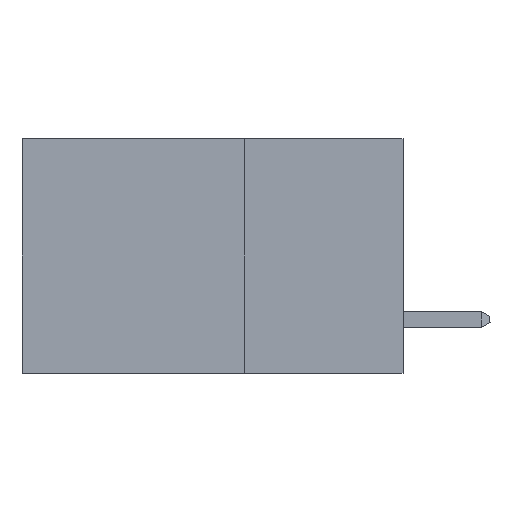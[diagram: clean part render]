
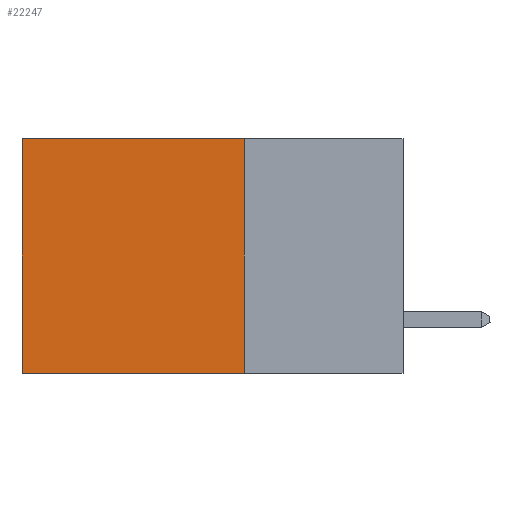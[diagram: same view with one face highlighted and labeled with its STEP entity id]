
A CAD part, left-side view. The second image highlights one B-rep face of the part: STEP entity #22247.
In plain terms, the highlighted planar face has unit normal (-1, 0, 0).
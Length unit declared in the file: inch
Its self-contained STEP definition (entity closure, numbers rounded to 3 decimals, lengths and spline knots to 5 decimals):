
#199 = LINE ( 'NONE', #37815, #12185 ) ;
#230 = CARTESIAN_POINT ( 'NONE',  ( 0.2875, 0.25, -0.37 ) ) ;
#1960 = EDGE_CURVE ( 'NONE', #15003, #10002, #14837, .T. ) ;
#2382 = ORIENTED_EDGE ( 'NONE', *, *, #7654, .T. ) ;
#2580 = ORIENTED_EDGE ( 'NONE', *, *, #8467, .T. ) ;
#7654 = EDGE_CURVE ( 'NONE', #23323, #10162, #199, .T. ) ;
#8467 = EDGE_CURVE ( 'NONE', #15003, #23323, #20816, .T. ) ;
#8753 = VECTOR ( 'NONE', #18667, 39.37008 ) ;
#10002 = VERTEX_POINT ( 'NONE', #230 ) ;
#10162 = VERTEX_POINT ( 'NONE', #10336 ) ;
#10336 = CARTESIAN_POINT ( 'NONE',  ( 0.2875, 0.6, -0.37 ) ) ;
#10556 = VECTOR ( 'NONE', #20197, 39.37008 ) ;
#11916 = FACE_OUTER_BOUND ( 'NONE', #24112, .T. ) ;
#12185 = VECTOR ( 'NONE', #19396, 39.37008 ) ;
#14837 = LINE ( 'NONE', #29557, #10556 ) ;
#15003 = VERTEX_POINT ( 'NONE', #27606 ) ;
#15312 = VECTOR ( 'NONE', #28457, 39.37008 ) ;
#18667 = DIRECTION ( 'NONE',  ( 0., 1., 0. ) ) ;
#19396 = DIRECTION ( 'NONE',  ( 0., 0., -1. ) ) ;
#19771 = CARTESIAN_POINT ( 'NONE',  ( 0.2875, 0.6, 0. ) ) ;
#20197 = DIRECTION ( 'NONE',  ( 0., 0., -1. ) ) ;
#20609 = CARTESIAN_POINT ( 'NONE',  ( 0.2875, 0.25, 0. ) ) ;
#20816 = LINE ( 'NONE', #24374, #8753 ) ;
#20892 = DIRECTION ( 'NONE',  ( 1., 0., 0. ) ) ;
#21301 = EDGE_CURVE ( 'NONE', #10002, #10162, #37372, .T. ) ;
#22247 = ADVANCED_FACE ( 'NONE', ( #11916 ), #33155, .F. ) ;
#22417 = CARTESIAN_POINT ( 'NONE',  ( 0.2875, 0.25, -0.37 ) ) ;
#23323 = VERTEX_POINT ( 'NONE', #19771 ) ;
#24112 = EDGE_LOOP ( 'NONE', ( #2382, #36353, #31223, #2580 ) ) ;
#24374 = CARTESIAN_POINT ( 'NONE',  ( 0.2875, 0.25, 0. ) ) ;
#27606 = CARTESIAN_POINT ( 'NONE',  ( 0.2875, 0.25, 0. ) ) ;
#28457 = DIRECTION ( 'NONE',  ( 0., 1., 0. ) ) ;
#29557 = CARTESIAN_POINT ( 'NONE',  ( 0.2875, 0.25, 0. ) ) ;
#31223 = ORIENTED_EDGE ( 'NONE', *, *, #1960, .F. ) ;
#33155 = PLANE ( 'NONE',  #38110 ) ;
#36351 = DIRECTION ( 'NONE',  ( 0., 0., -1. ) ) ;
#36353 = ORIENTED_EDGE ( 'NONE', *, *, #21301, .F. ) ;
#37372 = LINE ( 'NONE', #22417, #15312 ) ;
#37815 = CARTESIAN_POINT ( 'NONE',  ( 0.2875, 0.6, 0. ) ) ;
#38110 = AXIS2_PLACEMENT_3D ( 'NONE', #20609, #20892, #36351 ) ;
